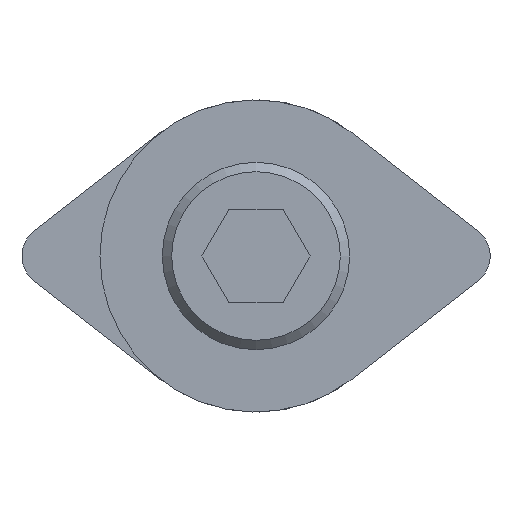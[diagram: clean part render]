
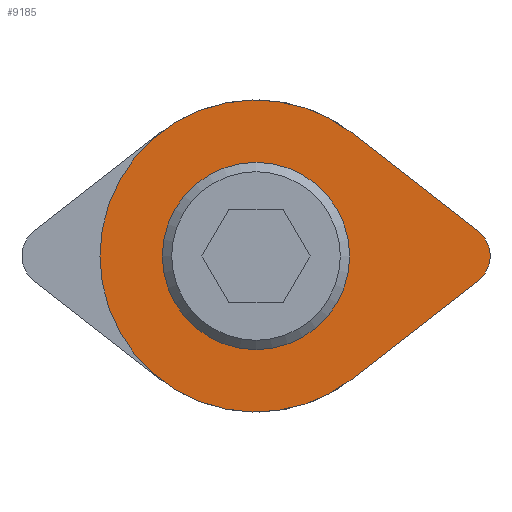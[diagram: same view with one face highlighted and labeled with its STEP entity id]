
A CAD part, front view. The second image highlights one B-rep face of the part: STEP entity #9185.
In plain terms, the highlighted planar face has unit normal (0, -1, 0).
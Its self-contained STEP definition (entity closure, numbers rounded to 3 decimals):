
#1291 = CARTESIAN_POINT ( 'NONE',  ( 14.231, -36.5, 1.576 ) ) ;
#1435 = VERTEX_POINT ( 'NONE', #1291 ) ;
#1441 = VERTEX_POINT ( 'NONE', #13367 ) ;
#1513 = EDGE_CURVE ( 'NONE', #1435, #2605, #12035, .T. ) ;
#1738 = CARTESIAN_POINT ( 'NONE',  ( 0., -36.5, 0. ) ) ;
#1963 = VECTOR ( 'NONE', #6490, 1000. ) ;
#1994 = LINE ( 'NONE', #11195, #11795 ) ;
#2605 = VERTEX_POINT ( 'NONE', #7575 ) ;
#2794 = EDGE_CURVE ( 'NONE', #5331, #5331, #9355, .T. ) ;
#3105 = ORIENTED_EDGE ( 'NONE', *, *, #8048, .F. ) ;
#3123 = ORIENTED_EDGE ( 'NONE', *, *, #1513, .F. ) ;
#3459 = DIRECTION ( 'NONE',  ( 0., 1., 0. ) ) ;
#3991 = EDGE_LOOP ( 'NONE', ( #3123, #3105, #6829, #11503 ) ) ;
#4007 = DIRECTION ( 'NONE',  ( 0., 0., 1. ) ) ;
#4202 = FACE_BOUND ( 'NONE', #6915, .T. ) ;
#4502 = PLANE ( 'NONE',  #5100 ) ;
#4531 = FACE_OUTER_BOUND ( 'NONE', #3991, .T. ) ;
#4819 = VERTEX_POINT ( 'NONE', #13625 ) ;
#4870 = DIRECTION ( 'NONE',  ( 0.788, 0., -0.615 ) ) ;
#5100 = AXIS2_PLACEMENT_3D ( 'NONE', #7800, #3459, #5656 ) ;
#5151 = DIRECTION ( 'NONE',  ( 0., 1., 0. ) ) ;
#5331 = VERTEX_POINT ( 'NONE', #6860 ) ;
#5484 = AXIS2_PLACEMENT_3D ( 'NONE', #1738, #13676, #4007 ) ;
#5516 = LINE ( 'NONE', #10982, #1963 ) ;
#5656 = DIRECTION ( 'NONE',  ( 0., 0., 1. ) ) ;
#5856 = EDGE_CURVE ( 'NONE', #4819, #1441, #6404, .T. ) ;
#6404 = CIRCLE ( 'NONE', #5484, 10. ) ;
#6490 = DIRECTION ( 'NONE',  ( -0.788, 0., -0.615 ) ) ;
#6829 = ORIENTED_EDGE ( 'NONE', *, *, #5856, .F. ) ;
#6860 = CARTESIAN_POINT ( 'NONE',  ( 0., -36.5, -5.1 ) ) ;
#6915 = EDGE_LOOP ( 'NONE', ( #9483 ) ) ;
#7575 = CARTESIAN_POINT ( 'NONE',  ( 14.231, -36.5, -1.576 ) ) ;
#7800 = CARTESIAN_POINT ( 'NONE',  ( 13., -36.5, 0. ) ) ;
#8048 = EDGE_CURVE ( 'NONE', #1441, #1435, #1994, .T. ) ;
#9097 = DIRECTION ( 'NONE',  ( 0., 0., -1. ) ) ;
#9185 = ADVANCED_FACE ( 'NONE', ( #4202, #4531 ), #4502, .F. ) ;
#9355 = CIRCLE ( 'NONE', #12880, 5.1 ) ;
#9483 = ORIENTED_EDGE ( 'NONE', *, *, #2794, .F. ) ;
#9810 = AXIS2_PLACEMENT_3D ( 'NONE', #11609, #5151, #10678 ) ;
#10678 = DIRECTION ( 'NONE',  ( 0., 0., 1. ) ) ;
#10982 = CARTESIAN_POINT ( 'NONE',  ( 14.231, -36.5, -1.576 ) ) ;
#11195 = CARTESIAN_POINT ( 'NONE',  ( 14.231, -36.5, 1.576 ) ) ;
#11474 = EDGE_CURVE ( 'NONE', #2605, #4819, #5516, .T. ) ;
#11503 = ORIENTED_EDGE ( 'NONE', *, *, #11474, .F. ) ;
#11609 = CARTESIAN_POINT ( 'NONE',  ( 13., -36.5, 0. ) ) ;
#11795 = VECTOR ( 'NONE', #4870, 1000. ) ;
#12035 = CIRCLE ( 'NONE', #9810, 2. ) ;
#12213 = CARTESIAN_POINT ( 'NONE',  ( 0., -36.5, 0. ) ) ;
#12427 = DIRECTION ( 'NONE',  ( 0., -1., 0. ) ) ;
#12880 = AXIS2_PLACEMENT_3D ( 'NONE', #12213, #12427, #9097 ) ;
#13367 = CARTESIAN_POINT ( 'NONE',  ( 6.154, -36.5, 7.882 ) ) ;
#13625 = CARTESIAN_POINT ( 'NONE',  ( 6.154, -36.5, -7.882 ) ) ;
#13676 = DIRECTION ( 'NONE',  ( 0., 1., 0. ) ) ;
